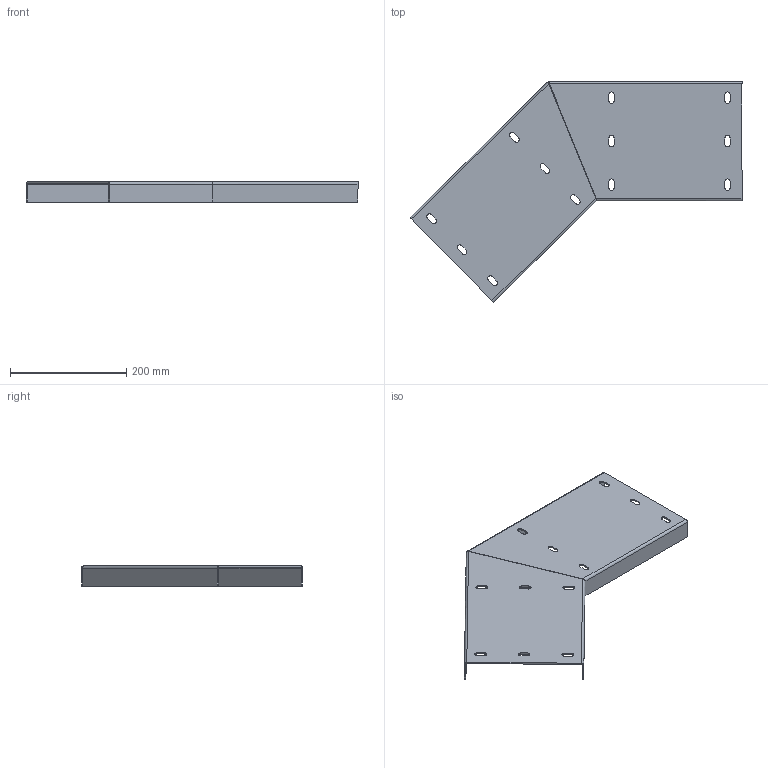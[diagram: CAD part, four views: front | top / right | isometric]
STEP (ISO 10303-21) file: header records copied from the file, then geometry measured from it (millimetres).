
FILE_DESCRIPTION (( 'STEP AP203' ), '1' );
FILE_NAME ('KTS 07.007-008_1-6232663.step', '2014-02-03T13:49:06', ( 'oborz' ), ( 'Microsoft' ), 'SwSTEP 2.0', 'SolidWorks 2013', '' );
FILE_SCHEMA (( 'CONFIG_CONTROL_DESIGN' ));
Length unit declared in the file: millimetre
Products named in the file (3): 060164_Ausf”rung links; 060164_Ausf”rung rechts; KTS 07.007-008_1-6232663
Assembly tree (2 placements, depth 2):
  KTS 07.007-008_1-6232663
    060164_Ausf”rung rechts
    060164_Ausf”rung links
Bounding box: 572.36 x 380.65 x 35 mm (x, y, z)
Volume: 385934.2 mm3; surface area: 315933.7 mm2
Topology: 2 solids, 2 shells, 96 faces, 244 edges, 152 vertices
Faces by surface type: plane 60, cylinder 32, bspline 4
Entity records: 3279 total; most frequent: CARTESIAN_POINT 611, ORIENTED_EDGE 488, DIRECTION 486, EDGE_CURVE 244, VECTOR 164, LINE 164, AXIS2_PLACEMENT_3D 161, VERTEX_POINT 152
